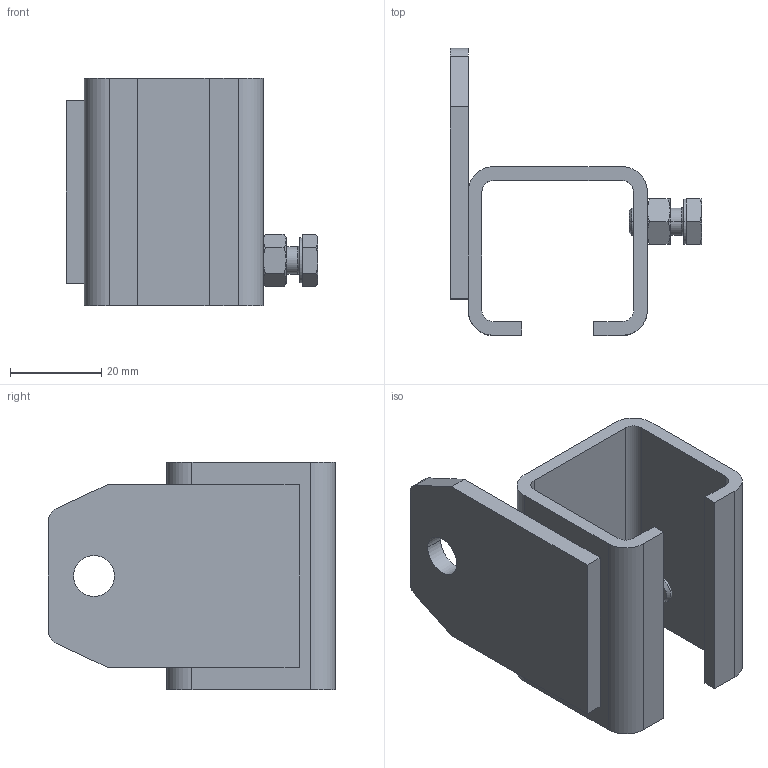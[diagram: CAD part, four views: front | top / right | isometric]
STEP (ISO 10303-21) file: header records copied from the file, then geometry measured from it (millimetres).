
FILE_DESCRIPTION (( 'STEP AP214' ), '1' );
FILE_NAME ('0020505.step', '2022-08-19T11:34:20', ( '' ), ( '' ), 'SwSTEP 2.0', 'SolidWorks 2020', '' );
FILE_SCHEMA (( 'AUTOMOTIVE_DESIGN' ));
Length unit declared in the file: inch
Products named in the file (1): 0020505
Bounding box: 55.3 x 63 x 50 mm (x, y, z)
Surface area: 18482.2 mm2 (no closed solid volume)
Topology: 0 solids, 4 shells, 82 faces, 212 edges, 139 vertices
Faces by surface type: plane 51, cylinder 16, cone 13, torus 2
Entity records: 2908 total; most frequent: CARTESIAN_POINT 896, ORIENTED_EDGE 400, DIRECTION 395, EDGE_CURVE 212, VERTEX_POINT 139, AXIS2_PLACEMENT_3D 132, VECTOR 131, LINE 131
